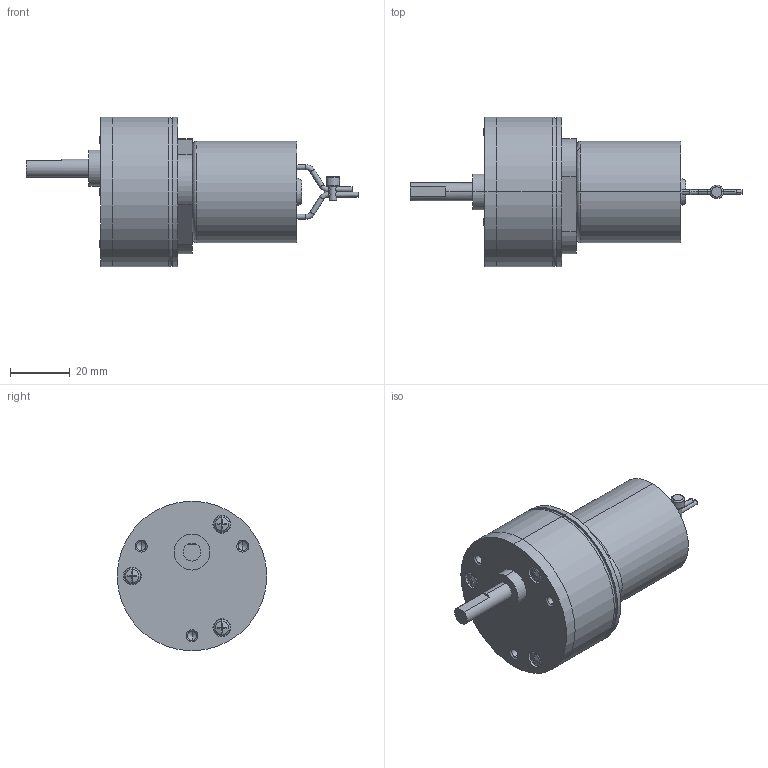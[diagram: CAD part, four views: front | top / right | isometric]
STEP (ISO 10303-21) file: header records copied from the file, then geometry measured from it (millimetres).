
FILE_DESCRIPTION(('starvars output'),'2;1');
FILE_NAME('34b50g.stp','14:59:08 2014/09/10',( 'Thomas Industrial Network Germany GmbH'),( 'Thomas Industrial Network Germany GmbH'),'unknown preprocess','ACIS' ,'unknown authorization');
FILE_SCHEMA(('AUTOMOTIVE_DESIGN_CC2 {UNKNOWN IMPLEMENTATION LEVEL}'));
Length unit declared in the file: millimetre
Products named in the file (4): PRODUCT_ID_46; PRODUCT_ID_47; PRODUCT_ID_48; PRODUCT_ID_49
Bounding box: 111.02 x 50 x 50 mm (x, y, z)
Volume: 88547.3 mm3; surface area: 15047.3 mm2
Topology: 10 solids, 13 shells, 245 faces, 532 edges, 314 vertices
Faces by surface type: cylinder 89, plane 78, cone 50, torus 22, bspline 6
Entity records: 8157 total; most frequent: CARTESIAN_POINT 1326, ORIENTED_EDGE 1040, DIRECTION 790, EDGE_CURVE 520, VERTEX_POINT 314, AXIS2_PLACEMENT_3D 293, EDGE_LOOP 278, FACE_BOUND 278
